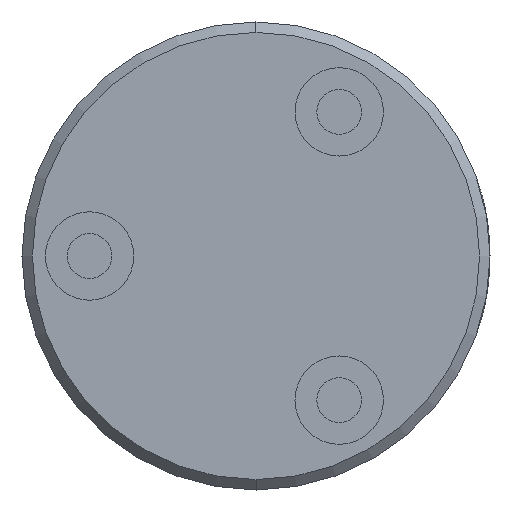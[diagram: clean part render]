
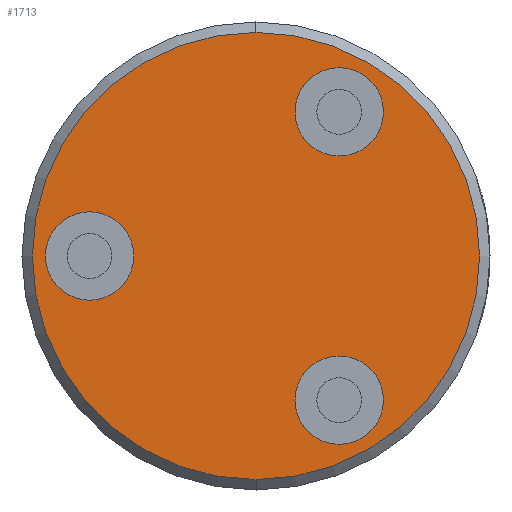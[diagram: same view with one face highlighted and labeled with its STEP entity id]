
A CAD part, left-side view. The second image highlights one B-rep face of the part: STEP entity #1713.
In plain terms, the highlighted planar face has unit normal (-1, 0, 0).
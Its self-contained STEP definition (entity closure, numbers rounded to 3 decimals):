
#10 = EDGE_CURVE ( 'NONE', #1347, #576, #516, .T. ) ;
#11 = CARTESIAN_POINT ( 'NONE',  ( -23.5, 16., 0. ) ) ;
#83 = DIRECTION ( 'NONE',  ( -1., 0., 0. ) ) ;
#93 = CARTESIAN_POINT ( 'NONE',  ( -23.5, 0., 0. ) ) ;
#106 = CARTESIAN_POINT ( 'NONE',  ( -23.5, 16., -4.25 ) ) ;
#137 = CARTESIAN_POINT ( 'NONE',  ( -23.5, 16., 4.25 ) ) ;
#150 = CARTESIAN_POINT ( 'NONE',  ( -23.5, 0., 0. ) ) ;
#160 = FACE_BOUND ( 'NONE', #867, .T. ) ;
#161 = CIRCLE ( 'NONE', #1740, 4.25 ) ;
#194 = EDGE_CURVE ( 'NONE', #576, #1347, #1460, .T. ) ;
#206 = CARTESIAN_POINT ( 'NONE',  ( -23.5, -8., -13.856 ) ) ;
#302 = CIRCLE ( 'NONE', #2178, 21.5 ) ;
#311 = CARTESIAN_POINT ( 'NONE',  ( -23.5, 22.5, 0. ) ) ;
#312 = CARTESIAN_POINT ( 'NONE',  ( -23.5, -8., -18.106 ) ) ;
#326 = DIRECTION ( 'NONE',  ( -1., 0., 0. ) ) ;
#351 = CARTESIAN_POINT ( 'NONE',  ( -23.5, -8., 13.856 ) ) ;
#358 = ORIENTED_EDGE ( 'NONE', *, *, #194, .F. ) ;
#380 = AXIS2_PLACEMENT_3D ( 'NONE', #2755, #440, #676 ) ;
#440 = DIRECTION ( 'NONE',  ( -1., 0., 0. ) ) ;
#516 = CIRCLE ( 'NONE', #921, 4.25 ) ;
#535 = EDGE_CURVE ( 'NONE', #884, #614, #1791, .T. ) ;
#576 = VERTEX_POINT ( 'NONE', #137 ) ;
#591 = EDGE_CURVE ( 'NONE', #1447, #2084, #302, .T. ) ;
#614 = VERTEX_POINT ( 'NONE', #1815 ) ;
#631 = AXIS2_PLACEMENT_3D ( 'NONE', #311, #954, #2262 ) ;
#676 = DIRECTION ( 'NONE',  ( 0., 0., 1. ) ) ;
#748 = PLANE ( 'NONE',  #631 ) ;
#803 = DIRECTION ( 'NONE',  ( -1., 0., 0. ) ) ;
#812 = CIRCLE ( 'NONE', #2594, 21.5 ) ;
#867 = EDGE_LOOP ( 'NONE', ( #1757, #2688 ) ) ;
#877 = CIRCLE ( 'NONE', #380, 4.25 ) ;
#884 = VERTEX_POINT ( 'NONE', #2246 ) ;
#903 = CARTESIAN_POINT ( 'NONE',  ( -23.5, 0., -21.5 ) ) ;
#921 = AXIS2_PLACEMENT_3D ( 'NONE', #2417, #83, #1592 ) ;
#954 = DIRECTION ( 'NONE',  ( -1., 0., 0. ) ) ;
#961 = AXIS2_PLACEMENT_3D ( 'NONE', #351, #1855, #2080 ) ;
#1068 = DIRECTION ( 'NONE',  ( -1., 0., 0. ) ) ;
#1145 = CARTESIAN_POINT ( 'NONE',  ( -23.5, -8., -9.606 ) ) ;
#1223 = CIRCLE ( 'NONE', #961, 4.25 ) ;
#1227 = FACE_BOUND ( 'NONE', #1326, .T. ) ;
#1304 = EDGE_CURVE ( 'NONE', #2502, #2460, #161, .T. ) ;
#1326 = EDGE_LOOP ( 'NONE', ( #2693, #2646 ) ) ;
#1347 = VERTEX_POINT ( 'NONE', #106 ) ;
#1437 = DIRECTION ( 'NONE',  ( -1., 0., 0. ) ) ;
#1447 = VERTEX_POINT ( 'NONE', #2817 ) ;
#1460 = CIRCLE ( 'NONE', #2227, 4.25 ) ;
#1489 = ORIENTED_EDGE ( 'NONE', *, *, #10, .F. ) ;
#1508 = DIRECTION ( 'NONE',  ( -1., 0., 0. ) ) ;
#1582 = AXIS2_PLACEMENT_3D ( 'NONE', #1871, #803, #2097 ) ;
#1592 = DIRECTION ( 'NONE',  ( 0., 0., 1. ) ) ;
#1681 = EDGE_CURVE ( 'NONE', #2084, #1447, #812, .T. ) ;
#1713 = ADVANCED_FACE ( 'NONE', ( #1227, #160, #2335, #1806 ), #748, .T. ) ;
#1740 = AXIS2_PLACEMENT_3D ( 'NONE', #206, #1068, #2371 ) ;
#1757 = ORIENTED_EDGE ( 'NONE', *, *, #535, .F. ) ;
#1791 = CIRCLE ( 'NONE', #1582, 4.25 ) ;
#1806 = FACE_BOUND ( 'NONE', #2611, .T. ) ;
#1815 = CARTESIAN_POINT ( 'NONE',  ( -23.5, -8., 9.606 ) ) ;
#1821 = DIRECTION ( 'NONE',  ( 0., 0., 1. ) ) ;
#1855 = DIRECTION ( 'NONE',  ( -1., 0., 0. ) ) ;
#1871 = CARTESIAN_POINT ( 'NONE',  ( -23.5, -8., 13.856 ) ) ;
#1878 = DIRECTION ( 'NONE',  ( 0., 0., 1. ) ) ;
#2080 = DIRECTION ( 'NONE',  ( 0., 0., 1. ) ) ;
#2084 = VERTEX_POINT ( 'NONE', #903 ) ;
#2097 = DIRECTION ( 'NONE',  ( 0., 0., 1. ) ) ;
#2138 = ORIENTED_EDGE ( 'NONE', *, *, #591, .T. ) ;
#2178 = AXIS2_PLACEMENT_3D ( 'NONE', #150, #1437, #1878 ) ;
#2183 = EDGE_CURVE ( 'NONE', #2460, #2502, #877, .T. ) ;
#2193 = ORIENTED_EDGE ( 'NONE', *, *, #1681, .T. ) ;
#2227 = AXIS2_PLACEMENT_3D ( 'NONE', #11, #1508, #2830 ) ;
#2246 = CARTESIAN_POINT ( 'NONE',  ( -23.5, -8., 18.106 ) ) ;
#2262 = DIRECTION ( 'NONE',  ( 0., 0., 1. ) ) ;
#2284 = EDGE_CURVE ( 'NONE', #614, #884, #1223, .T. ) ;
#2335 = FACE_OUTER_BOUND ( 'NONE', #2705, .T. ) ;
#2371 = DIRECTION ( 'NONE',  ( 0., 0., 1. ) ) ;
#2417 = CARTESIAN_POINT ( 'NONE',  ( -23.5, 16., 0. ) ) ;
#2460 = VERTEX_POINT ( 'NONE', #1145 ) ;
#2502 = VERTEX_POINT ( 'NONE', #312 ) ;
#2594 = AXIS2_PLACEMENT_3D ( 'NONE', #93, #326, #1821 ) ;
#2611 = EDGE_LOOP ( 'NONE', ( #358, #1489 ) ) ;
#2646 = ORIENTED_EDGE ( 'NONE', *, *, #1304, .F. ) ;
#2688 = ORIENTED_EDGE ( 'NONE', *, *, #2284, .F. ) ;
#2693 = ORIENTED_EDGE ( 'NONE', *, *, #2183, .F. ) ;
#2705 = EDGE_LOOP ( 'NONE', ( #2193, #2138 ) ) ;
#2755 = CARTESIAN_POINT ( 'NONE',  ( -23.5, -8., -13.856 ) ) ;
#2817 = CARTESIAN_POINT ( 'NONE',  ( -23.5, 0., 21.5 ) ) ;
#2830 = DIRECTION ( 'NONE',  ( 0., 0., 1. ) ) ;
